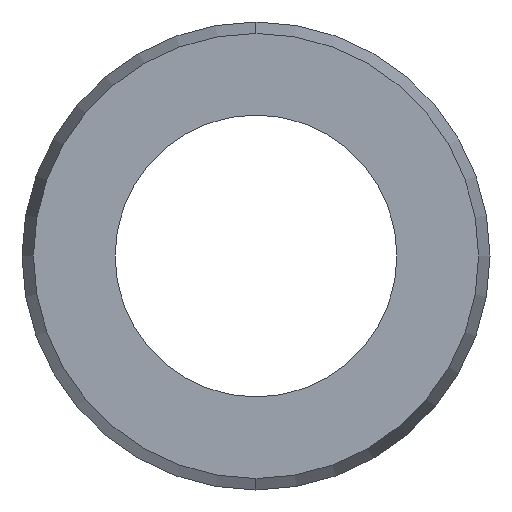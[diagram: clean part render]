
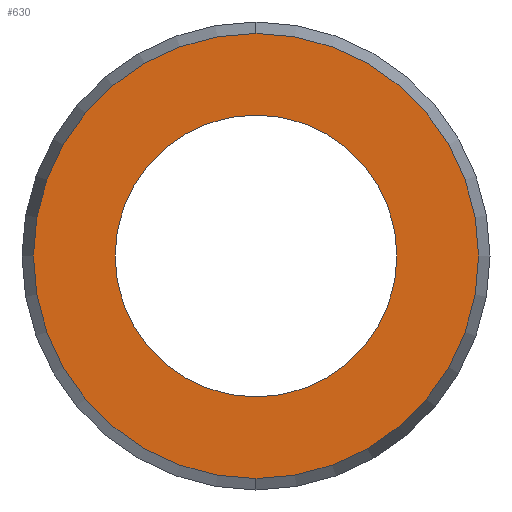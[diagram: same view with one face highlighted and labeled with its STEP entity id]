
A CAD part, left-side view. The second image highlights one B-rep face of the part: STEP entity #630.
In plain terms, the highlighted planar face has unit normal (-1, 0, 0).
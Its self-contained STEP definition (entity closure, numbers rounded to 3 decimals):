
#4 = CARTESIAN_POINT ( 'NONE',  ( 0., 0., 0. ) ) ;
#88 = AXIS2_PLACEMENT_3D ( 'NONE', #822, #115, #536 ) ;
#115 = DIRECTION ( 'NONE',  ( -1., 0., 0. ) ) ;
#121 = FACE_OUTER_BOUND ( 'NONE', #1040, .T. ) ;
#143 = ORIENTED_EDGE ( 'NONE', *, *, #688, .T. ) ;
#152 = CIRCLE ( 'NONE', #1079, 13.25 ) ;
#202 = CARTESIAN_POINT ( 'NONE',  ( 0., 0., 0. ) ) ;
#282 = VERTEX_POINT ( 'NONE', #502 ) ;
#294 = CARTESIAN_POINT ( 'NONE',  ( 0., 0., 0. ) ) ;
#333 = CIRCLE ( 'NONE', #88, 20.928 ) ;
#375 = AXIS2_PLACEMENT_3D ( 'NONE', #941, #731, #409 ) ;
#390 = CIRCLE ( 'NONE', #1141, 13.25 ) ;
#409 = DIRECTION ( 'NONE',  ( 0., 0., -1. ) ) ;
#485 = CIRCLE ( 'NONE', #1235, 20.928 ) ;
#502 = CARTESIAN_POINT ( 'NONE',  ( 0., 0., -20.928 ) ) ;
#536 = DIRECTION ( 'NONE',  ( 0., 0., 1. ) ) ;
#551 = EDGE_CURVE ( 'NONE', #1246, #282, #333, .T. ) ;
#625 = VERTEX_POINT ( 'NONE', #917 ) ;
#628 = FACE_BOUND ( 'NONE', #925, .T. ) ;
#630 = ADVANCED_FACE ( 'NONE', ( #628, #121 ), #1025, .F. ) ;
#685 = CARTESIAN_POINT ( 'NONE',  ( 0., 0., 13.25 ) ) ;
#688 = EDGE_CURVE ( 'NONE', #282, #1246, #485, .T. ) ;
#711 = ORIENTED_EDGE ( 'NONE', *, *, #551, .T. ) ;
#725 = DIRECTION ( 'NONE',  ( 0., 0., 1. ) ) ;
#729 = DIRECTION ( 'NONE',  ( -1., 0., 0. ) ) ;
#731 = DIRECTION ( 'NONE',  ( 1., 0., 0. ) ) ;
#746 = DIRECTION ( 'NONE',  ( -1., 0., 0. ) ) ;
#822 = CARTESIAN_POINT ( 'NONE',  ( 0., 0., 0. ) ) ;
#866 = ORIENTED_EDGE ( 'NONE', *, *, #1053, .F. ) ;
#917 = CARTESIAN_POINT ( 'NONE',  ( 0., 0., -13.25 ) ) ;
#925 = EDGE_LOOP ( 'NONE', ( #930, #866 ) ) ;
#930 = ORIENTED_EDGE ( 'NONE', *, *, #1062, .F. ) ;
#941 = CARTESIAN_POINT ( 'NONE',  ( 0., 20.928, 0. ) ) ;
#1025 = PLANE ( 'NONE',  #375 ) ;
#1040 = EDGE_LOOP ( 'NONE', ( #143, #711 ) ) ;
#1053 = EDGE_CURVE ( 'NONE', #625, #1266, #390, .T. ) ;
#1062 = EDGE_CURVE ( 'NONE', #1266, #625, #152, .T. ) ;
#1079 = AXIS2_PLACEMENT_3D ( 'NONE', #294, #1107, #1305 ) ;
#1107 = DIRECTION ( 'NONE',  ( -1., 0., 0. ) ) ;
#1141 = AXIS2_PLACEMENT_3D ( 'NONE', #202, #729, #1327 ) ;
#1178 = CARTESIAN_POINT ( 'NONE',  ( 0., 0., 20.928 ) ) ;
#1235 = AXIS2_PLACEMENT_3D ( 'NONE', #4, #746, #725 ) ;
#1246 = VERTEX_POINT ( 'NONE', #1178 ) ;
#1266 = VERTEX_POINT ( 'NONE', #685 ) ;
#1305 = DIRECTION ( 'NONE',  ( 0., 0., 1. ) ) ;
#1327 = DIRECTION ( 'NONE',  ( 0., 0., 1. ) ) ;
